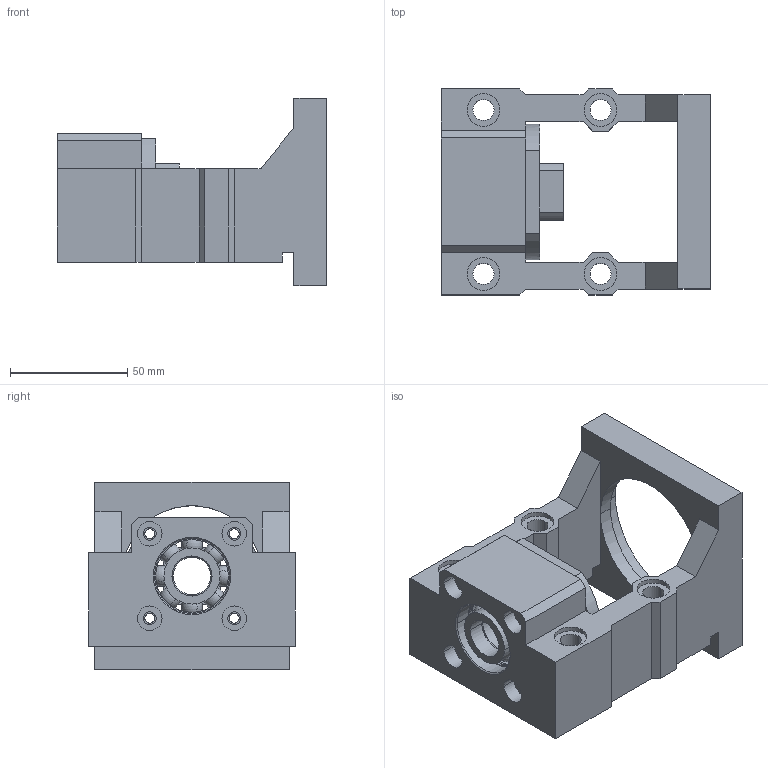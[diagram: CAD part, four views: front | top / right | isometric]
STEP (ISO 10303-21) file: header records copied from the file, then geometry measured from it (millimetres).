
FILE_DESCRIPTION(('CATIA V5 STEP Exchange'),'2;1');
FILE_NAME('TKZC17-80A-XT01580034.stp','2019-10-24T15:51:56+00:00',('none'),('none'),'CATIA Version 5 Release 20 GA (IN-10)','CATIA V5 STEP AP203','none');
FILE_SCHEMA(('CONFIG_CONTROL_DESIGN'));
Length unit declared in the file: millimetre
Products named in the file (1): TKZC17-80A-XT01580034_AllCATPart
Bounding box: 115 x 88 x 80 mm (x, y, z)
Volume: 241695.1 mm3; surface area: 71209.2 mm2
Topology: 2 solids, 6 shells, 296 faces, 788 edges, 494 vertices
Faces by surface type: cylinder 110, plane 90, torus 56, sphere 32, cone 8
Entity records: 8679 total; most frequent: CARTESIAN_POINT 2152, ORIENTED_EDGE 1512, DIRECTION 977, EDGE_CURVE 756, AXIS2_PLACEMENT_3D 541, VERTEX_POINT 494, CIRCLE 374, EDGE_LOOP 350
